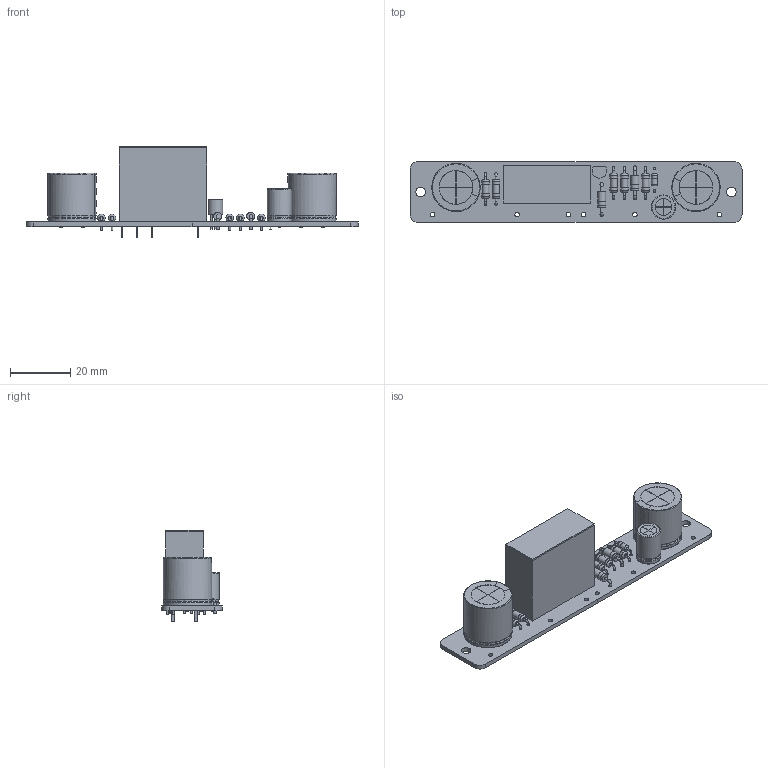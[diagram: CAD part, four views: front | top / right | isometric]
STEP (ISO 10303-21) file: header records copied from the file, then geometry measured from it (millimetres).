
FILE_DESCRIPTION(('KiCad electronic assembly'),'2;1');
FILE_NAME('safety_board_Rev-A.step','2025-06-09T11:56:16',('Pcbnew'),( 'Kicad'),'Open CASCADE STEP processor 7.5','KiCad to STEP converter' ,'Unknown');
FILE_SCHEMA(('AUTOMOTIVE_DESIGN { 1 0 10303 214 1 1 1 1 }'));
Length unit declared in the file: millimetre
Products named in the file (9): safety_board_Rev-A 1; TO-92_Inline; C_Radial_D8.0mm_H11.5mm_P3.50mm; D_DO-41_SOD81_P10.16mm_Horizontal; R_Axial_DIN0207_L6.3mm_D2.5mm_P10.16mm_Horizontal; CP_Radial_D16.0mm_P7.50mm; D_DO-35_SOD27_P7.62mm_Horizontal; Relay_DPDT_Finder_40.52; safety_board_Rev-A_PCB
Assembly tree (14 placements, depth 2):
  safety_board_Rev-A 1
    TO-92_Inline
    C_Radial_D8.0mm_H11.5mm_P3.50mm
    D_DO-41_SOD81_P10.16mm_Horizontal  x2
    R_Axial_DIN0207_L6.3mm_D2.5mm_P10.16mm_Horizontal  x5
    CP_Radial_D16.0mm_P7.50mm  x2
    D_DO-35_SOD27_P7.62mm_Horizontal
    Relay_DPDT_Finder_40.52
    safety_board_Rev-A_PCB
Bounding box: 110 x 20 x 30.3 mm (x, y, z)
Volume: 15233.2 mm3; surface area: 15892.5 mm2
Topology: 16 solids, 19 shells, 422 faces, 949 edges, 624 vertices
Faces by surface type: plane 212, cylinder 145, torus 33, bspline 18, revolution 14
Full cylindrical faces by diameter (mm): 0.5 x3, 0.6 x22, 0.75 x3, 0.8 x22, 0.9 x4, 1.1 x4, 1.2 x4, 1.5 x14, 2 x2, 2.02 x1, 2.25 x5, 2.5 x10, 2.7 x4, 2.72 x2, 3.2 x2, 5.6 x3, 8 x2, 9.4 x1, 10 x2
Entity records: 9492 total; most frequent: CARTESIAN_POINT 2547, DIRECTION 1419, ORIENTED_EDGE 1328, EDGE_CURVE 664, AXIS2_PLACEMENT_3D 516, VERTEX_POINT 439, FACE_BOUND 399, EDGE_LOOP 399
